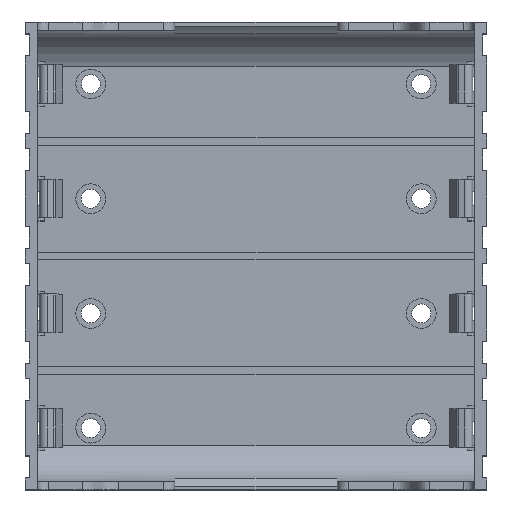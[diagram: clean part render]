
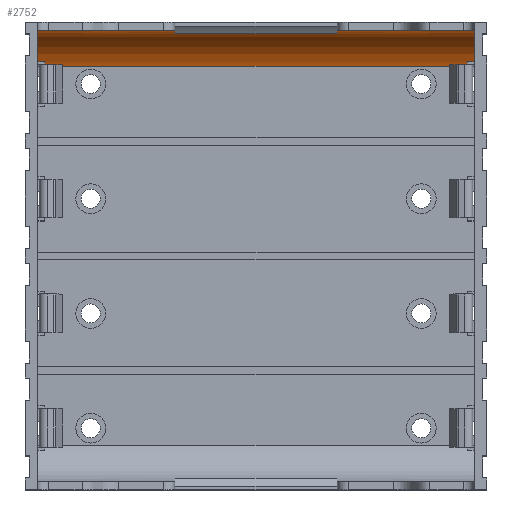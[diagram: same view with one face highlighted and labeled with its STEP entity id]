
A CAD part, top view. The second image highlights one B-rep face of the part: STEP entity #2752.
In plain terms, the highlighted cylindrical face has radius 9 mm (diameter 18 mm), a partial arc.
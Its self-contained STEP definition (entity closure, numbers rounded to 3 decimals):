
#31 = DIRECTION ( 'NONE',  ( 0., 0., -1. ) ) ;
#72 = VECTOR ( 'NONE', #656, 1000. ) ;
#379 = CARTESIAN_POINT ( 'NONE',  ( 36.725, 1.879, -3.75 ) ) ;
#477 = CARTESIAN_POINT ( 'NONE',  ( 36.725, 1.879, -3.75 ) ) ;
#521 = CARTESIAN_POINT ( 'NONE',  ( 13.695, 9.96, -8.999 ) ) ;
#656 = DIRECTION ( 'NONE',  ( 1., 0., 0. ) ) ;
#717 = DIRECTION ( 'NONE',  ( 0., 1., 0. ) ) ;
#958 = VECTOR ( 'NONE', #11443, 1000. ) ;
#966 = AXIS2_PLACEMENT_3D ( 'NONE', #10046, #7404, #8626 ) ;
#1007 = CARTESIAN_POINT ( 'NONE',  ( 36.725, 10.06, 0. ) ) ;
#1343 = CARTESIAN_POINT ( 'NONE',  ( -13.695, 6.888, -8.422 ) ) ;
#1425 = CARTESIAN_POINT ( 'NONE',  ( -13.696, 10.027, -9. ) ) ;
#1430 = CARTESIAN_POINT ( 'NONE',  ( 36.725, 10.06, -9. ) ) ;
#1638 = VERTEX_POINT ( 'NONE', #2640 ) ;
#1667 = CARTESIAN_POINT ( 'NONE',  ( -36.725, 10.06, -9. ) ) ;
#1725 = VERTEX_POINT ( 'NONE', #10122 ) ;
#1733 = CARTESIAN_POINT ( 'NONE',  ( 35.55, 1.879, -3.75 ) ) ;
#2077 = CARTESIAN_POINT ( 'NONE',  ( 36.725, 10.06, -9. ) ) ;
#2080 = ORIENTED_EDGE ( 'NONE', *, *, #6263, .F. ) ;
#2092 = CARTESIAN_POINT ( 'NONE',  ( -13.695, 9.96, -8.999 ) ) ;
#2123 = LINE ( 'NONE', #379, #72 ) ;
#2210 = LINE ( 'NONE', #477, #6937 ) ;
#2264 = CIRCLE ( 'NONE', #9551, 9. ) ;
#2297 = B_SPLINE_CURVE_WITH_KNOTS ( 'NONE', 3,
 ( #11116, #6810, #6646, #521 ),
 .UNSPECIFIED., .F., .F.,
 ( 4, 4 ),
 ( 0., 0. ),
 .UNSPECIFIED. ) ;
#2375 = VECTOR ( 'NONE', #9911, 1000. ) ;
#2559 = ORIENTED_EDGE ( 'NONE', *, *, #6382, .T. ) ;
#2640 = CARTESIAN_POINT ( 'NONE',  ( 13.695, 6.888, -8.422 ) ) ;
#2743 = VERTEX_POINT ( 'NONE', #1667 ) ;
#2752 = ADVANCED_FACE ( 'NONE', ( #7795 ), #6048, .F. ) ;
#2925 = CARTESIAN_POINT ( 'NONE',  ( 13.695, 10.06, 0. ) ) ;
#2941 = AXIS2_PLACEMENT_3D ( 'NONE', #5341, #4459, #31 ) ;
#3207 = AXIS2_PLACEMENT_3D ( 'NONE', #1007, #7240, #7188 ) ;
#3309 = VERTEX_POINT ( 'NONE', #9073 ) ;
#3647 = EDGE_CURVE ( 'NONE', #2743, #7277, #5574, .T. ) ;
#3679 = ORIENTED_EDGE ( 'NONE', *, *, #8431, .F. ) ;
#3692 = ORIENTED_EDGE ( 'NONE', *, *, #10591, .F. ) ;
#3818 = CARTESIAN_POINT ( 'NONE',  ( -36.725, 1.879, -3.75 ) ) ;
#4138 = CARTESIAN_POINT ( 'NONE',  ( 13.695, 9.96, -8.999 ) ) ;
#4183 = CIRCLE ( 'NONE', #6790, 9. ) ;
#4282 = LINE ( 'NONE', #1430, #958 ) ;
#4426 = EDGE_LOOP ( 'NONE', ( #5077, #8769, #3692, #4599, #2559, #2080, #6019, #5496, #9816, #3679, #5473, #10642, #7348, #11536 ) ) ;
#4459 = DIRECTION ( 'NONE',  ( 1., 0., 0. ) ) ;
#4599 = ORIENTED_EDGE ( 'NONE', *, *, #5336, .T. ) ;
#4698 = VERTEX_POINT ( 'NONE', #10321 ) ;
#4739 = EDGE_CURVE ( 'NONE', #9534, #2743, #4282, .T. ) ;
#4889 = CIRCLE ( 'NONE', #3207, 9. ) ;
#5038 = CARTESIAN_POINT ( 'NONE',  ( -13.695, 9.993, -9. ) ) ;
#5077 = ORIENTED_EDGE ( 'NONE', *, *, #10000, .T. ) ;
#5109 = VECTOR ( 'NONE', #9697, 1000. ) ;
#5205 = DIRECTION ( 'NONE',  ( -1., 0., 0. ) ) ;
#5336 = EDGE_CURVE ( 'NONE', #10696, #5366, #8427, .T. ) ;
#5341 = CARTESIAN_POINT ( 'NONE',  ( -13.695, 10.06, 0. ) ) ;
#5366 = VERTEX_POINT ( 'NONE', #1733 ) ;
#5473 = ORIENTED_EDGE ( 'NONE', *, *, #8840, .T. ) ;
#5496 = ORIENTED_EDGE ( 'NONE', *, *, #10981, .T. ) ;
#5500 = AXIS2_PLACEMENT_3D ( 'NONE', #7299, #7352, #9113 ) ;
#5574 = CIRCLE ( 'NONE', #5500, 9. ) ;
#5645 = EDGE_CURVE ( 'NONE', #9207, #9534, #10687, .T. ) ;
#5701 = CARTESIAN_POINT ( 'NONE',  ( -13.698, 10.06, -9. ) ) ;
#5895 = DIRECTION ( 'NONE',  ( 1., 0., 0. ) ) ;
#6019 = ORIENTED_EDGE ( 'NONE', *, *, #7412, .T. ) ;
#6048 = CYLINDRICAL_SURFACE ( 'NONE', #6188, 9. ) ;
#6109 = EDGE_CURVE ( 'NONE', #3309, #4698, #2264, .T. ) ;
#6123 = LINE ( 'NONE', #7055, #5109 ) ;
#6165 = DIRECTION ( 'NONE',  ( -1., 0., 0. ) ) ;
#6188 = AXIS2_PLACEMENT_3D ( 'NONE', #7921, #6165, #7243 ) ;
#6219 = VERTEX_POINT ( 'NONE', #8242 ) ;
#6263 = EDGE_CURVE ( 'NONE', #9543, #6219, #4889, .T. ) ;
#6341 = CARTESIAN_POINT ( 'NONE',  ( 0., 6.888, -8.422 ) ) ;
#6382 = EDGE_CURVE ( 'NONE', #5366, #6219, #2210, .T. ) ;
#6495 = DIRECTION ( 'NONE',  ( 0., 0., 1. ) ) ;
#6646 = CARTESIAN_POINT ( 'NONE',  ( 13.695, 9.993, -9. ) ) ;
#6790 = AXIS2_PLACEMENT_3D ( 'NONE', #2925, #7370, #6495 ) ;
#6810 = CARTESIAN_POINT ( 'NONE',  ( 13.696, 10.027, -9. ) ) ;
#6937 = VECTOR ( 'NONE', #5895, 1000. ) ;
#7055 = CARTESIAN_POINT ( 'NONE',  ( 36.725, 1.575, -3. ) ) ;
#7188 = DIRECTION ( 'NONE',  ( 0., 0., 1. ) ) ;
#7235 = CIRCLE ( 'NONE', #2941, 9. ) ;
#7240 = DIRECTION ( 'NONE',  ( -1., 0., 0. ) ) ;
#7243 = DIRECTION ( 'NONE',  ( 0., 0., 1. ) ) ;
#7277 = VERTEX_POINT ( 'NONE', #3818 ) ;
#7299 = CARTESIAN_POINT ( 'NONE',  ( -36.725, 10.06, 0. ) ) ;
#7348 = ORIENTED_EDGE ( 'NONE', *, *, #4739, .T. ) ;
#7352 = DIRECTION ( 'NONE',  ( -1., 0., 0. ) ) ;
#7370 = DIRECTION ( 'NONE',  ( -1., 0., 0. ) ) ;
#7381 = LINE ( 'NONE', #6341, #2375 ) ;
#7404 = DIRECTION ( 'NONE',  ( 1., 0., 0. ) ) ;
#7412 = EDGE_CURVE ( 'NONE', #9543, #1725, #11271, .T. ) ;
#7616 = CARTESIAN_POINT ( 'NONE',  ( -13.695, 9.96, -8.999 ) ) ;
#7795 = FACE_OUTER_BOUND ( 'NONE', #4426, .T. ) ;
#7921 = CARTESIAN_POINT ( 'NONE',  ( 36.725, 10.06, 0. ) ) ;
#8242 = CARTESIAN_POINT ( 'NONE',  ( 36.725, 1.879, -3.75 ) ) ;
#8427 = CIRCLE ( 'NONE', #966, 9. ) ;
#8431 = EDGE_CURVE ( 'NONE', #9200, #1638, #7381, .T. ) ;
#8501 = CARTESIAN_POINT ( 'NONE',  ( -13.698, 10.06, -9. ) ) ;
#8626 = DIRECTION ( 'NONE',  ( 0., 0., 1. ) ) ;
#8769 = ORIENTED_EDGE ( 'NONE', *, *, #6109, .T. ) ;
#8840 = EDGE_CURVE ( 'NONE', #9200, #9207, #7235, .T. ) ;
#9073 = CARTESIAN_POINT ( 'NONE',  ( -35.55, 1.879, -3.75 ) ) ;
#9113 = DIRECTION ( 'NONE',  ( 0., 0., 1. ) ) ;
#9200 = VERTEX_POINT ( 'NONE', #1343 ) ;
#9207 = VERTEX_POINT ( 'NONE', #2092 ) ;
#9483 = CARTESIAN_POINT ( 'NONE',  ( 36.725, 10.06, -9. ) ) ;
#9534 = VERTEX_POINT ( 'NONE', #5701 ) ;
#9543 = VERTEX_POINT ( 'NONE', #2077 ) ;
#9551 = AXIS2_PLACEMENT_3D ( 'NONE', #9594, #5205, #717 ) ;
#9594 = CARTESIAN_POINT ( 'NONE',  ( -35.55, 10.06, 0. ) ) ;
#9606 = DIRECTION ( 'NONE',  ( -1., 0., 0. ) ) ;
#9697 = DIRECTION ( 'NONE',  ( -1., 0., 0. ) ) ;
#9816 = ORIENTED_EDGE ( 'NONE', *, *, #11169, .T. ) ;
#9911 = DIRECTION ( 'NONE',  ( 1., 0., 0. ) ) ;
#10000 = EDGE_CURVE ( 'NONE', #7277, #3309, #2123, .T. ) ;
#10046 = CARTESIAN_POINT ( 'NONE',  ( 35.55, 10.06, 0. ) ) ;
#10122 = CARTESIAN_POINT ( 'NONE',  ( 13.698, 10.06, -9. ) ) ;
#10321 = CARTESIAN_POINT ( 'NONE',  ( -35.55, 1.575, -3. ) ) ;
#10395 = VERTEX_POINT ( 'NONE', #4138 ) ;
#10515 = VECTOR ( 'NONE', #9606, 1000. ) ;
#10591 = EDGE_CURVE ( 'NONE', #10696, #4698, #6123, .T. ) ;
#10642 = ORIENTED_EDGE ( 'NONE', *, *, #5645, .T. ) ;
#10687 = B_SPLINE_CURVE_WITH_KNOTS ( 'NONE', 3,
 ( #7616, #5038, #1425, #8501 ),
 .UNSPECIFIED., .F., .F.,
 ( 4, 4 ),
 ( 0., 0. ),
 .UNSPECIFIED. ) ;
#10696 = VERTEX_POINT ( 'NONE', #10869 ) ;
#10869 = CARTESIAN_POINT ( 'NONE',  ( 35.55, 1.575, -3. ) ) ;
#10981 = EDGE_CURVE ( 'NONE', #1725, #10395, #2297, .T. ) ;
#11116 = CARTESIAN_POINT ( 'NONE',  ( 13.698, 10.06, -9. ) ) ;
#11169 = EDGE_CURVE ( 'NONE', #10395, #1638, #4183, .T. ) ;
#11271 = LINE ( 'NONE', #9483, #10515 ) ;
#11443 = DIRECTION ( 'NONE',  ( -1., 0., 0. ) ) ;
#11536 = ORIENTED_EDGE ( 'NONE', *, *, #3647, .T. ) ;
